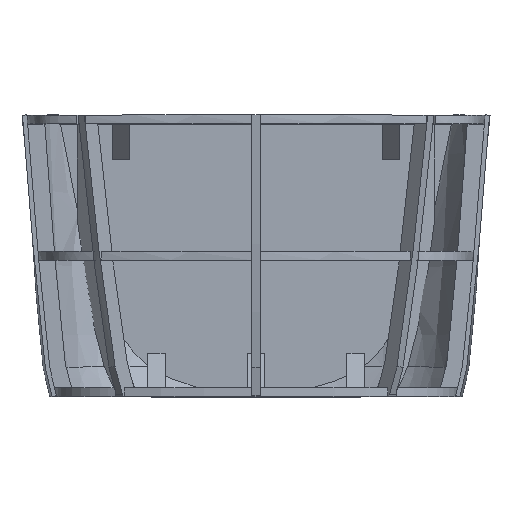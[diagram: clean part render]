
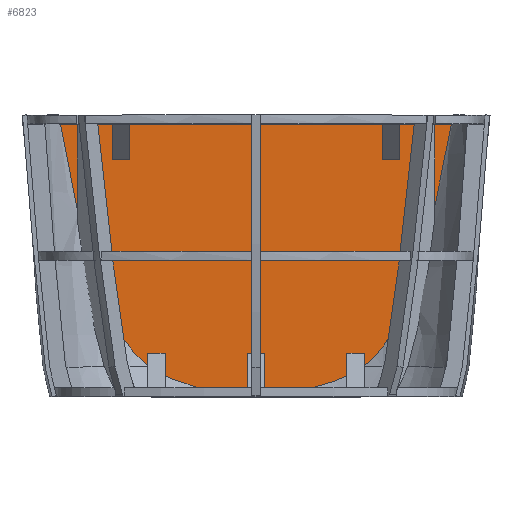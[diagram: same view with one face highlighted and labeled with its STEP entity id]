
A CAD part, top view. The second image highlights one B-rep face of the part: STEP entity #6823.
In plain terms, the highlighted planar face has unit normal (0, 0, 1).
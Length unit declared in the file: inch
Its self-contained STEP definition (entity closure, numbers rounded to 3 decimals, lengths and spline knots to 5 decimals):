
#588=FACE_OUTER_BOUND('',#997,.T.);
#997=EDGE_LOOP('',(#5394,#5395,#5396,#5397,#5398,#5399,#5400));
#1348=B_SPLINE_CURVE_WITH_KNOTS('',3,(#13392,#13393,#13394,#13395,#13396,
#13397,#13398,#13399),.UNSPECIFIED.,.F.,.F.,(4,2,2,4),(7.54334,
8.17106,9.93993,11.03545),.UNSPECIFIED.);
#1354=B_SPLINE_CURVE_WITH_KNOTS('',3,(#13571,#13572,#13573,#13574,#13575,
#13576,#13577,#13578),.UNSPECIFIED.,.F.,.F.,(4,2,2,4),(-10.99647,
-10.39251,-4.06354,-0.23013),.UNSPECIFIED.);
#1356=B_SPLINE_CURVE_WITH_KNOTS('',3,(#13594,#13595,#13596,#13597,#13598,
#13599,#13600,#13601),.UNSPECIFIED.,.F.,.F.,(4,2,2,4),(-3.4917,
-2.94767,-1.37257,-0.01178),.UNSPECIFIED.);
#1357=B_SPLINE_CURVE_WITH_KNOTS('',3,(#13603,#13604,#13605,#13606,#13607,
#13608,#13609,#13610,#13611,#13612),.UNSPECIFIED.,.F.,.F.,(4,2,2,2,4),(3.49403,
4.96155,8.68047,16.75825,25.8192),
 .UNSPECIFIED.);
#1358=B_SPLINE_CURVE_WITH_KNOTS('',3,(#13613,#13614,#13615,#13616,#13617,
#13618,#13619,#13620,#13621,#13622,#13623,#13624),.UNSPECIFIED.,.F.,.F.,
(4,2,2,2,2,4),(-72.09552,-60.87904,-50.50574,-28.81544,
-10.48996,-0.61882),.UNSPECIFIED.);
#1359=B_SPLINE_CURVE_WITH_KNOTS('',3,(#13625,#13626,#13627,#13628,#13629,
#13630,#13631,#13632,#13633,#13634),.UNSPECIFIED.,.F.,.F.,(4,2,2,2,4),(-61.68973,
-50.52005,-37.26407,-12.65044,-0.1711),
 .UNSPECIFIED.);
#1790=LINE('',#13273,#2481);
#2481=VECTOR('',#8227,0.3937);
#3120=VERTEX_POINT('',#13250);
#3125=VERTEX_POINT('',#13271);
#3126=VERTEX_POINT('',#13390);
#3127=VERTEX_POINT('',#13391);
#3132=VERTEX_POINT('',#13544);
#3133=VERTEX_POINT('',#13570);
#3134=VERTEX_POINT('',#13602);
#3923=EDGE_CURVE('',#3120,#3125,#1790,.T.);
#3924=EDGE_CURVE('',#3126,#3127,#1348,.T.);
#3931=EDGE_CURVE('',#3133,#3132,#1354,.F.);
#3933=EDGE_CURVE('',#3132,#3127,#1356,.T.);
#3934=EDGE_CURVE('',#3126,#3134,#1357,.T.);
#3935=EDGE_CURVE('',#3134,#3120,#1358,.F.);
#3936=EDGE_CURVE('',#3125,#3133,#1359,.F.);
#5394=ORIENTED_EDGE('',*,*,#3933,.T.);
#5395=ORIENTED_EDGE('',*,*,#3924,.F.);
#5396=ORIENTED_EDGE('',*,*,#3934,.T.);
#5397=ORIENTED_EDGE('',*,*,#3935,.T.);
#5398=ORIENTED_EDGE('',*,*,#3923,.T.);
#5399=ORIENTED_EDGE('',*,*,#3936,.T.);
#5400=ORIENTED_EDGE('',*,*,#3931,.T.);
#6479=PLANE('',#7284);
#6823=ADVANCED_FACE('',(#588),#6479,.T.);
#7284=AXIS2_PLACEMENT_3D('',#13593,#8229,#8230);
#8227=DIRECTION('',(-1.,0.,0.));
#8229=DIRECTION('center_axis',(0.,0.,1.));
#8230=DIRECTION('ref_axis',(1.,0.,0.));
#13250=CARTESIAN_POINT('',(16.81817,0.,-17.775));
#13271=CARTESIAN_POINT('',(-16.81817,0.,-17.775));
#13273=CARTESIAN_POINT('',(0.,0.,-17.775));
#13390=CARTESIAN_POINT('',(1.36991,-23.78188,-17.775));
#13391=CARTESIAN_POINT('',(0.,-23.75449,-17.775));
#13392=CARTESIAN_POINT('Ctrl Pts',(1.36991,-23.78188,-17.775));
#13393=CARTESIAN_POINT('Ctrl Pts',(1.28783,-23.77903,-17.775));
#13394=CARTESIAN_POINT('Ctrl Pts',(1.20576,-23.7764,-17.775));
#13395=CARTESIAN_POINT('Ctrl Pts',(0.89247,-23.76725,
-17.775));
#13396=CARTESIAN_POINT('Ctrl Pts',(0.66109,-23.76227,
-17.775));
#13397=CARTESIAN_POINT('Ctrl Pts',(0.28655,-23.75683,
-17.775));
#13398=CARTESIAN_POINT('Ctrl Pts',(0.14326,-23.75537,
-17.775));
#13399=CARTESIAN_POINT('Ctrl Pts',(0.,-23.75449,
-17.775));
#13544=CARTESIAN_POINT('',(-1.36991,-23.78188,-17.775));
#13570=CARTESIAN_POINT('',(-9.15623,-21.42292,-17.775));
#13571=CARTESIAN_POINT('Ctrl Pts',(-1.36991,-23.78188,
-17.775));
#13572=CARTESIAN_POINT('Ctrl Pts',(-1.61054,-23.76414,-17.775));
#13573=CARTESIAN_POINT('Ctrl Pts',(-1.85094,-23.74278,
-17.775));
#13574=CARTESIAN_POINT('Ctrl Pts',(-4.60388,-23.45375,-17.775));
#13575=CARTESIAN_POINT('Ctrl Pts',(-6.33653,-22.84483,-17.775));
#13576=CARTESIAN_POINT('Ctrl Pts',(-8.15939,-22.01872,-17.775));
#13577=CARTESIAN_POINT('Ctrl Pts',(-8.71821,-21.69964,
-17.775));
#13578=CARTESIAN_POINT('Ctrl Pts',(-9.15623,-21.42292,
-17.775));
#13593=CARTESIAN_POINT('Origin',(0.,-12.50287,-17.775));
#13594=CARTESIAN_POINT('Ctrl Pts',(-1.36991,-23.78188,
-17.775));
#13595=CARTESIAN_POINT('Ctrl Pts',(-1.29853,-23.7794,
-17.775));
#13596=CARTESIAN_POINT('Ctrl Pts',(-1.22716,-23.77709,
-17.775));
#13597=CARTESIAN_POINT('Ctrl Pts',(-0.94917,-23.76877,
-17.775));
#13598=CARTESIAN_POINT('Ctrl Pts',(-0.74244,-23.76401,-17.775));
#13599=CARTESIAN_POINT('Ctrl Pts',(-0.3572,-23.75759,
-17.775));
#13600=CARTESIAN_POINT('Ctrl Pts',(-0.17858,-23.75559,
-17.775));
#13601=CARTESIAN_POINT('Ctrl Pts',(0.,-23.75449,
-17.775));
#13602=CARTESIAN_POINT('',(9.15623,-21.42292,-17.775));
#13603=CARTESIAN_POINT('Ctrl Pts',(1.36991,-23.78188,-17.775));
#13604=CARTESIAN_POINT('Ctrl Pts',(1.56202,-23.76772,-17.775));
#13605=CARTESIAN_POINT('Ctrl Pts',(1.75399,-23.75125,-17.775));
#13606=CARTESIAN_POINT('Ctrl Pts',(2.43136,-23.68451,-17.775));
#13607=CARTESIAN_POINT('Ctrl Pts',(2.91632,-23.62106,-17.775));
#13608=CARTESIAN_POINT('Ctrl Pts',(4.44317,-23.36418,-17.775));
#13609=CARTESIAN_POINT('Ctrl Pts',(5.47523,-23.10496,-17.775));
#13610=CARTESIAN_POINT('Ctrl Pts',(7.59071,-22.32872,-17.775));
#13611=CARTESIAN_POINT('Ctrl Pts',(8.4697,-21.85664,-17.775));
#13612=CARTESIAN_POINT('Ctrl Pts',(9.15623,-21.42292,-17.775));
#13613=CARTESIAN_POINT('Ctrl Pts',(16.81817,0.,
-17.775));
#13614=CARTESIAN_POINT('Ctrl Pts',(16.58662,-1.22294,-17.775));
#13615=CARTESIAN_POINT('Ctrl Pts',(16.35593,-2.44605,-17.775));
#13616=CARTESIAN_POINT('Ctrl Pts',(15.90661,-4.79931,-17.775));
#13617=CARTESIAN_POINT('Ctrl Pts',(15.65131,-6.11991,-17.775));
#13618=CARTESIAN_POINT('Ctrl Pts',(14.88604,-9.82189,-17.775));
#13619=CARTESIAN_POINT('Ctrl Pts',(14.33251,-12.15429,-17.775));
#13620=CARTESIAN_POINT('Ctrl Pts',(13.01546,-15.99692,-17.775));
#13621=CARTESIAN_POINT('Ctrl Pts',(12.29192,-17.59658,-17.775));
#13622=CARTESIAN_POINT('Ctrl Pts',(10.85856,-19.70981,-17.775));
#13623=CARTESIAN_POINT('Ctrl Pts',(10.1419,-20.61154,-17.775));
#13624=CARTESIAN_POINT('Ctrl Pts',(9.15623,-21.42292,-17.775));
#13625=CARTESIAN_POINT('Ctrl Pts',(-9.15623,-21.42292,
-17.775));
#13626=CARTESIAN_POINT('Ctrl Pts',(-10.42028,-20.38239,
-17.775));
#13627=CARTESIAN_POINT('Ctrl Pts',(-11.28995,-19.15439,
-17.775));
#13628=CARTESIAN_POINT('Ctrl Pts',(-12.5911,-16.92843,
-17.775));
#13629=CARTESIAN_POINT('Ctrl Pts',(-13.14669,-15.60633,
-17.775));
#13630=CARTESIAN_POINT('Ctrl Pts',(-14.44417,-11.84242,
-17.775));
#13631=CARTESIAN_POINT('Ctrl Pts',(-15.07351,-9.01928,
-17.775));
#13632=CARTESIAN_POINT('Ctrl Pts',(-16.01737,-4.24385,
-17.775));
#13633=CARTESIAN_POINT('Ctrl Pts',(-16.50839,-1.63612,
-17.775));
#13634=CARTESIAN_POINT('Ctrl Pts',(-16.81817,0.,
-17.775));
